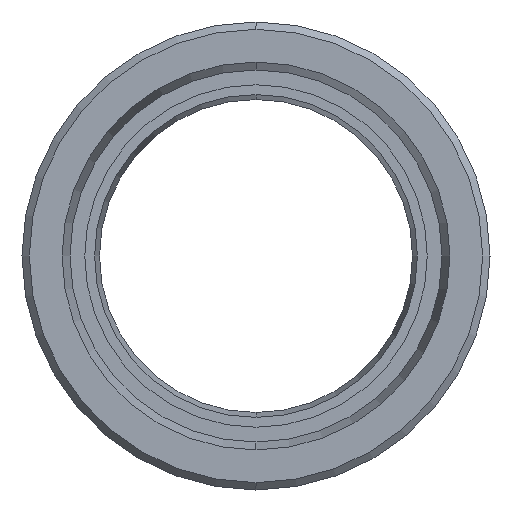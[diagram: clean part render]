
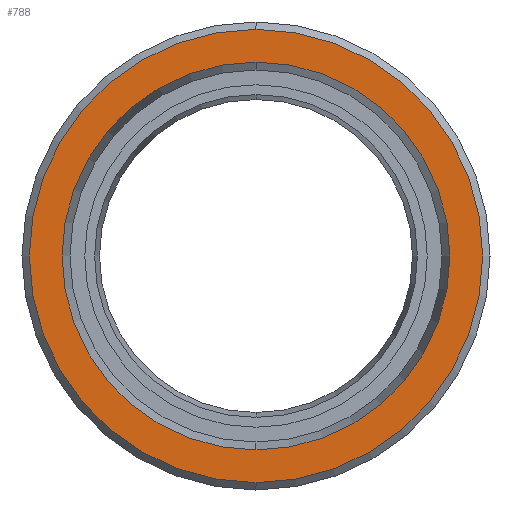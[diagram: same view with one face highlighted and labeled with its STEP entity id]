
A CAD part, left-side view. The second image highlights one B-rep face of the part: STEP entity #788.
In plain terms, the highlighted planar face has unit normal (-1, 0, 0).
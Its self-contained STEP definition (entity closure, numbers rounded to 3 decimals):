
#7 = VERTEX_POINT ( 'NONE', #92 ) ;
#39 = ORIENTED_EDGE ( 'NONE', *, *, #406, .F. ) ;
#54 = EDGE_CURVE ( 'NONE', #833, #1018, #895, .T. ) ;
#92 = CARTESIAN_POINT ( 'NONE',  ( -99.631, 0., 39.46 ) ) ;
#102 = DIRECTION ( 'NONE',  ( 0., 0., 1. ) ) ;
#112 = EDGE_LOOP ( 'NONE', ( #124, #389 ) ) ;
#124 = ORIENTED_EDGE ( 'NONE', *, *, #1081, .T. ) ;
#140 = AXIS2_PLACEMENT_3D ( 'NONE', #1061, #388, #471 ) ;
#175 = CARTESIAN_POINT ( 'NONE',  ( -99.631, 0., 0. ) ) ;
#190 = CARTESIAN_POINT ( 'NONE',  ( -99.631, 0., -39.46 ) ) ;
#206 = DIRECTION ( 'NONE',  ( 0., 0., 1. ) ) ;
#211 = AXIS2_PLACEMENT_3D ( 'NONE', #175, #1117, #531 ) ;
#242 = CARTESIAN_POINT ( 'NONE',  ( -99.631, 0., 46.121 ) ) ;
#352 = CARTESIAN_POINT ( 'NONE',  ( -99.631, 0., 0. ) ) ;
#359 = AXIS2_PLACEMENT_3D ( 'NONE', #477, #636, #206 ) ;
#363 = DIRECTION ( 'NONE',  ( -1., 0., 0. ) ) ;
#380 = CIRCLE ( 'NONE', #140, 39.46 ) ;
#388 = DIRECTION ( 'NONE',  ( -1., 0., 0. ) ) ;
#389 = ORIENTED_EDGE ( 'NONE', *, *, #54, .T. ) ;
#397 = FACE_BOUND ( 'NONE', #486, .T. ) ;
#406 = EDGE_CURVE ( 'NONE', #1090, #7, #734, .T. ) ;
#412 = AXIS2_PLACEMENT_3D ( 'NONE', #961, #363, #102 ) ;
#419 = FACE_OUTER_BOUND ( 'NONE', #112, .T. ) ;
#471 = DIRECTION ( 'NONE',  ( 0., 0., 1. ) ) ;
#477 = CARTESIAN_POINT ( 'NONE',  ( -99.631, 0., 0. ) ) ;
#486 = EDGE_LOOP ( 'NONE', ( #573, #39 ) ) ;
#531 = DIRECTION ( 'NONE',  ( 0., 0., 1. ) ) ;
#573 = ORIENTED_EDGE ( 'NONE', *, *, #962, .F. ) ;
#592 = DIRECTION ( 'NONE',  ( 0., 0., 1. ) ) ;
#636 = DIRECTION ( 'NONE',  ( -1., 0., 0. ) ) ;
#734 = CIRCLE ( 'NONE', #211, 39.46 ) ;
#774 = CIRCLE ( 'NONE', #359, 46.121 ) ;
#788 = ADVANCED_FACE ( 'NONE', ( #419, #397 ), #840, .T. ) ;
#789 = AXIS2_PLACEMENT_3D ( 'NONE', #352, #940, #592 ) ;
#796 = CARTESIAN_POINT ( 'NONE',  ( -99.631, 0., -46.121 ) ) ;
#833 = VERTEX_POINT ( 'NONE', #242 ) ;
#840 = PLANE ( 'NONE',  #789 ) ;
#895 = CIRCLE ( 'NONE', #412, 46.121 ) ;
#940 = DIRECTION ( 'NONE',  ( -1., 0., 0. ) ) ;
#961 = CARTESIAN_POINT ( 'NONE',  ( -99.631, 0., 0. ) ) ;
#962 = EDGE_CURVE ( 'NONE', #7, #1090, #380, .T. ) ;
#1018 = VERTEX_POINT ( 'NONE', #796 ) ;
#1061 = CARTESIAN_POINT ( 'NONE',  ( -99.631, 0., 0. ) ) ;
#1081 = EDGE_CURVE ( 'NONE', #1018, #833, #774, .T. ) ;
#1090 = VERTEX_POINT ( 'NONE', #190 ) ;
#1117 = DIRECTION ( 'NONE',  ( -1., 0., 0. ) ) ;
